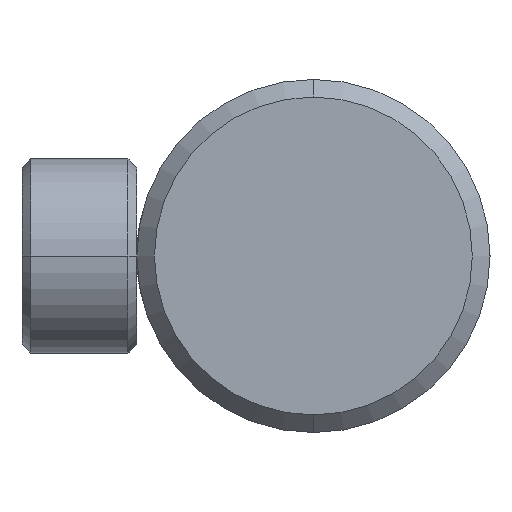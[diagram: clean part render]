
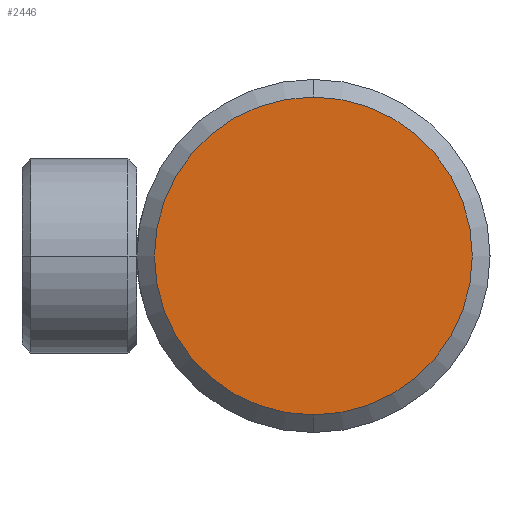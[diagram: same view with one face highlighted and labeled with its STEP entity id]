
A CAD part, left-side view. The second image highlights one B-rep face of the part: STEP entity #2446.
In plain terms, the highlighted planar face has unit normal (-1, 0, 0).
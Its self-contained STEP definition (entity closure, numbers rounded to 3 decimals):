
#66 = CIRCLE ( 'NONE', #1969, 18. ) ;
#238 = EDGE_CURVE ( 'NONE', #1039, #1718, #1700, .T. ) ;
#354 = CARTESIAN_POINT ( 'NONE',  ( 0., 0., 0. ) ) ;
#881 = EDGE_CURVE ( 'NONE', #1718, #1039, #66, .T. ) ;
#943 = DIRECTION ( 'NONE',  ( 0., 0., -1. ) ) ;
#1039 = VERTEX_POINT ( 'NONE', #2619 ) ;
#1185 = DIRECTION ( 'NONE',  ( 1., 0., 0. ) ) ;
#1406 = ORIENTED_EDGE ( 'NONE', *, *, #238, .F. ) ;
#1421 = DIRECTION ( 'NONE',  ( 1., 0., 0. ) ) ;
#1658 = EDGE_LOOP ( 'NONE', ( #1406, #1996 ) ) ;
#1660 = AXIS2_PLACEMENT_3D ( 'NONE', #2072, #2083, #2095 ) ;
#1700 = CIRCLE ( 'NONE', #2746, 18. ) ;
#1718 = VERTEX_POINT ( 'NONE', #1789 ) ;
#1737 = FACE_OUTER_BOUND ( 'NONE', #1658, .T. ) ;
#1789 = CARTESIAN_POINT ( 'NONE',  ( 0., 0., 18. ) ) ;
#1865 = DIRECTION ( 'NONE',  ( 0., 0., -1. ) ) ;
#1903 = PLANE ( 'NONE',  #1660 ) ;
#1914 = CARTESIAN_POINT ( 'NONE',  ( 0., 0., 0. ) ) ;
#1969 = AXIS2_PLACEMENT_3D ( 'NONE', #354, #1421, #943 ) ;
#1996 = ORIENTED_EDGE ( 'NONE', *, *, #881, .F. ) ;
#2072 = CARTESIAN_POINT ( 'NONE',  ( 0., 0., 0. ) ) ;
#2083 = DIRECTION ( 'NONE',  ( -1., 0., 0. ) ) ;
#2095 = DIRECTION ( 'NONE',  ( 0., 0., 1. ) ) ;
#2446 = ADVANCED_FACE ( 'NONE', ( #1737 ), #1903, .T. ) ;
#2619 = CARTESIAN_POINT ( 'NONE',  ( 0., 0., -18. ) ) ;
#2746 = AXIS2_PLACEMENT_3D ( 'NONE', #1914, #1185, #1865 ) ;
